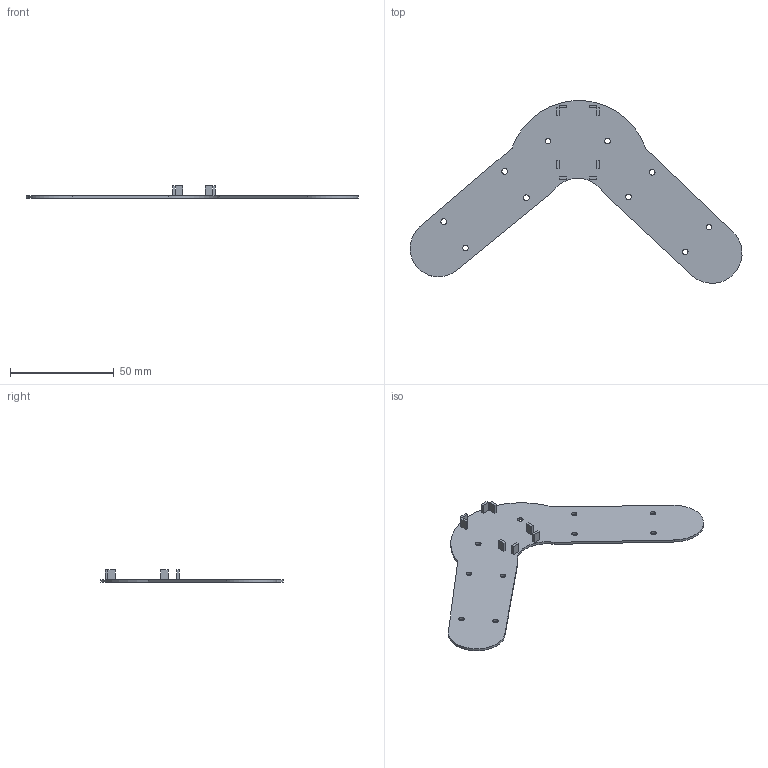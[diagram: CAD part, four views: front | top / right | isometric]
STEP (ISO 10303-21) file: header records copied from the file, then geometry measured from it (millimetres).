
FILE_DESCRIPTION(('FreeCAD Model'),'2;1');
FILE_NAME('Open CASCADE Shape Model','2024-10-06T19:33:34',(''),(''), 'Open CASCADE STEP processor 7.6','FreeCAD','Unknown');
FILE_SCHEMA(('AUTOMOTIVE_DESIGN { 1 0 10303 214 1 1 1 1 }'));
Length unit declared in the file: millimetre
Products named in the file (2): boomarang; base plate001
Assembly tree (1 placements, depth 2):
  boomarang
    base plate001
Bounding box: 160.26 x 88.09 x 6 mm (x, y, z)
Volume: 7176.2 mm3; surface area: 12678.4 mm2
Topology: 1 solids, 1 shells, 68 faces, 182 edges, 132 vertices
Faces by surface type: plane 54, cylinder 14
Full cylindrical faces by diameter (mm): 2.7 x10
Entity records: 2230 total; most frequent: CARTESIAN_POINT 384, ORIENTED_EDGE 364, DIRECTION 350, EDGE_CURVE 182, LINE 154, VECTOR 154, VERTEX_POINT 132, FACE_BOUND 104
